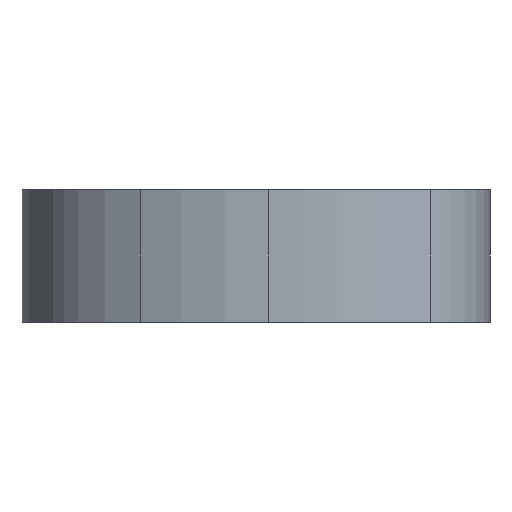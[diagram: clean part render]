
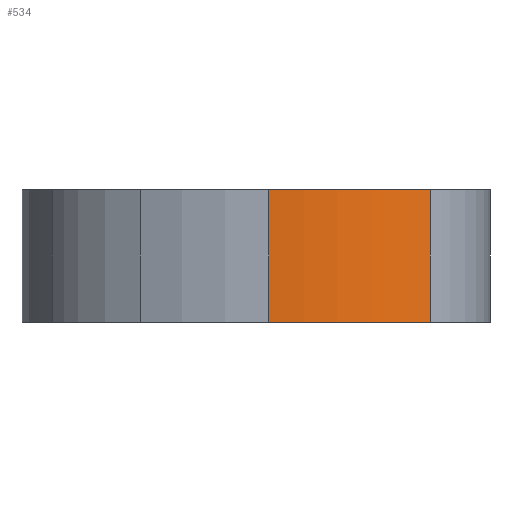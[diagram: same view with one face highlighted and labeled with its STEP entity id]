
A CAD part, front view. The second image highlights one B-rep face of the part: STEP entity #534.
In plain terms, the highlighted free-form (B-spline) face has degree [3, 1] with [4, 2] control points.
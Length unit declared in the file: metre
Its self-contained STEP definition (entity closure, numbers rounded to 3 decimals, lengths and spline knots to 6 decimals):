
#59=LINE('',#809,#91);
#60=LINE('',#826,#92);
#91=VECTOR('',#638,1.);
#92=VECTOR('',#639,1.);
#145=ORIENTED_EDGE('',*,*,#306,.T.);
#146=ORIENTED_EDGE('',*,*,#305,.F.);
#147=ORIENTED_EDGE('',*,*,#307,.F.);
#148=ORIENTED_EDGE('',*,*,#308,.T.);
#305=EDGE_CURVE('',#382,#381,#59,.T.);
#306=EDGE_CURVE('',#383,#381,#429,.T.);
#307=EDGE_CURVE('',#384,#382,#430,.T.);
#308=EDGE_CURVE('',#384,#383,#60,.T.);
#381=VERTEX_POINT('',#806);
#382=VERTEX_POINT('',#808);
#383=VERTEX_POINT('',#821);
#384=VERTEX_POINT('',#825);
#429=B_SPLINE_CURVE_WITH_KNOTS('',2,(#818,#819,#820),.UNSPECIFIED.,.F.,
 .F.,(3,3),(0.,1.),.PIECEWISE_BEZIER_KNOTS.);
#430=B_SPLINE_CURVE_WITH_KNOTS('',2,(#822,#823,#824),.UNSPECIFIED.,.F.,
 .F.,(3,3),(0.,1.),.PIECEWISE_BEZIER_KNOTS.);
#459=EDGE_LOOP('',(#145,#146,#147,#148));
#489=FACE_BOUND('',#459,.T.);
#515=B_SPLINE_SURFACE_WITH_KNOTS('',3,1,((#810,#811),(#812,#813),(#814,
#815),(#816,#817)),.SURF_OF_LINEAR_EXTRUSION.,.F.,.F.,.F.,(4,4),(2,2),(0.,
1.),(0.,1.),.PIECEWISE_BEZIER_KNOTS.);
#534=ADVANCED_FACE('',(#489),#515,.F.);
#638=DIRECTION('',(0.,0.,1.));
#639=DIRECTION('',(0.,0.,1.));
#806=CARTESIAN_POINT('',(0.010136,-0.049712,0.0095));
#808=CARTESIAN_POINT('',(0.010136,-0.049712,0.0089));
#809=CARTESIAN_POINT('',(0.010136,-0.049712,0.0089));
#810=CARTESIAN_POINT('',(0.010869,-0.049507,0.0089));
#811=CARTESIAN_POINT('',(0.010869,-0.049507,0.0095));
#812=CARTESIAN_POINT('',(0.010688,-0.049644,0.0089));
#813=CARTESIAN_POINT('',(0.010688,-0.049644,0.0095));
#814=CARTESIAN_POINT('',(0.010443,-0.049712,0.0089));
#815=CARTESIAN_POINT('',(0.010443,-0.049712,0.0095));
#816=CARTESIAN_POINT('',(0.010136,-0.049712,0.0089));
#817=CARTESIAN_POINT('',(0.010136,-0.049712,0.0095));
#818=CARTESIAN_POINT('',(0.010869,-0.049507,0.0095));
#819=CARTESIAN_POINT('',(0.010597,-0.049712,0.0095));
#820=CARTESIAN_POINT('',(0.010136,-0.049712,0.0095));
#821=CARTESIAN_POINT('',(0.010869,-0.049507,0.0095));
#822=CARTESIAN_POINT('',(0.010869,-0.049507,0.0089));
#823=CARTESIAN_POINT('',(0.010597,-0.049712,0.0089));
#824=CARTESIAN_POINT('',(0.010136,-0.049712,0.0089));
#825=CARTESIAN_POINT('',(0.010869,-0.049507,0.0089));
#826=CARTESIAN_POINT('',(0.010869,-0.049507,0.0089));
